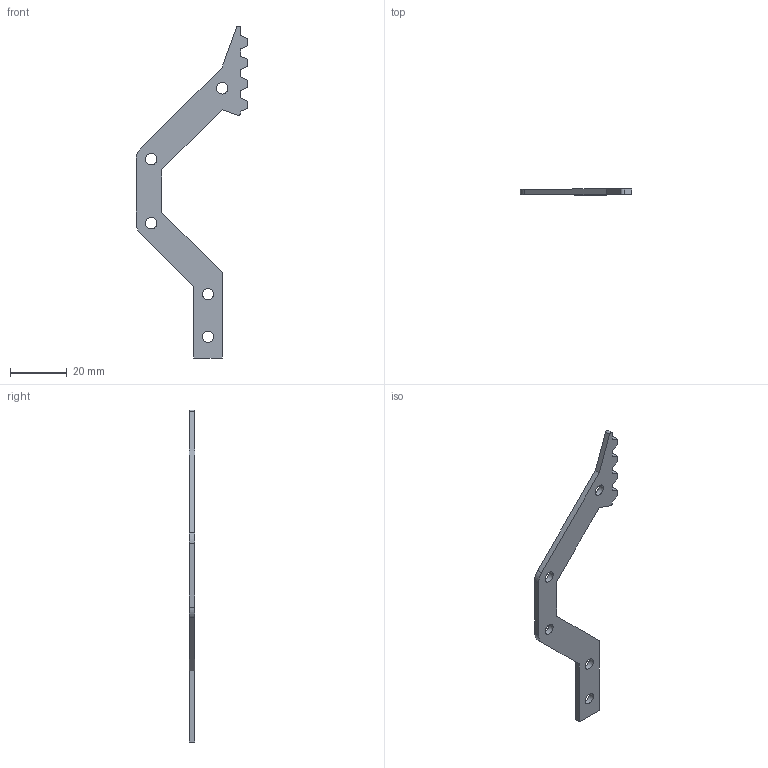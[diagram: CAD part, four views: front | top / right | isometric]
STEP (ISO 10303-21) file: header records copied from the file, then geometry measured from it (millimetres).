
FILE_DESCRIPTION(/* description */ (''),/* implementation_level */ '2;1');
FILE_NAME(/* name */ 'claw_gripper.stp',/* time_stamp */ '2025-03-27T14:32:24-04:00',/* author */ ('paris'),/* organization */ (''),/* preprocessor_version */ 'ST-DEVELOPER v20.1',/* originating_system */ 'Autodesk Inventor 2026',/* authorisation */ '');
FILE_SCHEMA (('AUTOMOTIVE_DESIGN { 1 0 10303 214 3 1 1 }'));
Length unit declared in the file: centimetre
Products named in the file (1): claw_gripper
Bounding box: 39.3 x 2 x 116.87 mm (x, y, z)
Volume: 2592.3 mm3; surface area: 3327.8 mm2
Topology: 1 solids, 1 shells, 39 faces, 111 edges, 74 vertices
Faces by surface type: plane 30, cylinder 9
Full cylindrical faces by diameter (mm): 4 x5
Entity records: 1326 total; most frequent: CARTESIAN_POINT 225, ORIENTED_EDGE 222, DIRECTION 209, EDGE_CURVE 111, LINE 93, VECTOR 93, VERTEX_POINT 74, AXIS2_PLACEMENT_3D 58
